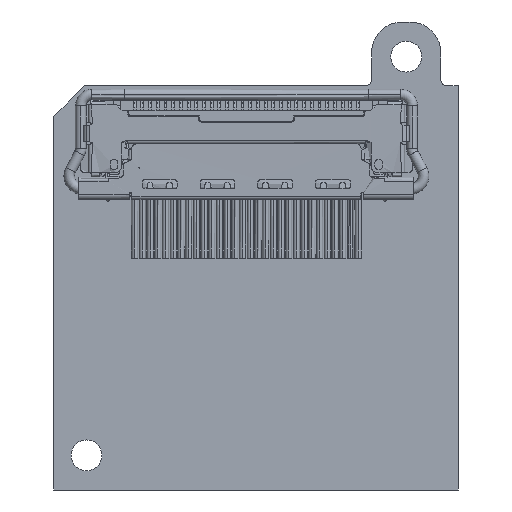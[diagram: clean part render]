
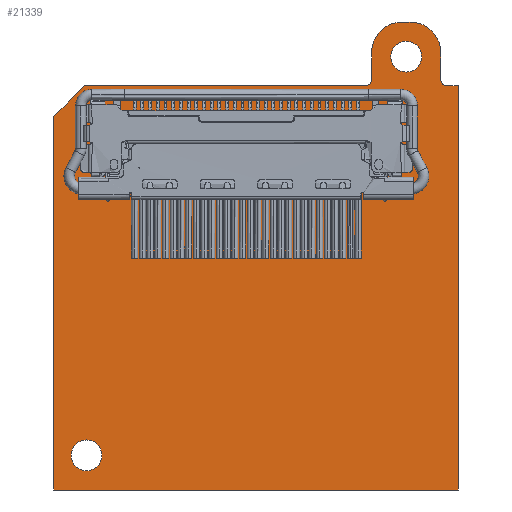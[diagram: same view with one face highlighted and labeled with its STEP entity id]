
A CAD part, front view. The second image highlights one B-rep face of the part: STEP entity #21339.
In plain terms, the highlighted planar face has unit normal (0, -1, 0).
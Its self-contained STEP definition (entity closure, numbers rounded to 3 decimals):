
#1=CARTESIAN_POINT('',(7.3,0.,11.));
#2=DIRECTION('',(0.,1.,0.));
#3=DIRECTION('',(-1.,0.,0.));
#4=AXIS2_PLACEMENT_3D('',#1,#2,#3);
#6=CARTESIAN_POINT('',(7.3,0.,11.));
#7=DIRECTION('',(0.,1.,0.));
#8=DIRECTION('',(1.,0.,0.));
#9=AXIS2_PLACEMENT_3D('',#6,#7,#8);
#11=CARTESIAN_POINT('',(-9.3,0.,-9.7));
#12=DIRECTION('',(0.,1.,0.));
#13=DIRECTION('',(-1.,0.,0.));
#14=AXIS2_PLACEMENT_3D('',#11,#12,#13);
#16=CARTESIAN_POINT('',(-9.3,0.,-9.7));
#17=DIRECTION('',(0.,1.,0.));
#18=DIRECTION('',(1.,0.,0.));
#19=AXIS2_PLACEMENT_3D('',#16,#17,#18);
#21=DIRECTION('',(0.,0.,-1.));
#22=VECTOR('',#21,1.4);
#23=CARTESIAN_POINT('',(9.1,0.,11.2));
#24=LINE('',#23,#22);
#25=DIRECTION('',(1.,0.,0.));
#26=VECTOR('',#25,0.6);
#27=CARTESIAN_POINT('',(9.4,0.,9.5));
#28=LINE('',#27,#26);
#29=DIRECTION('',(0.,0.,-1.));
#30=VECTOR('',#29,21.);
#31=CARTESIAN_POINT('',(10.,0.,9.5));
#32=LINE('',#31,#30);
#33=DIRECTION('',(-1.,0.,0.));
#34=VECTOR('',#33,21.);
#35=CARTESIAN_POINT('',(10.,0.,-11.5));
#36=LINE('',#35,#34);
#37=DIRECTION('',(0.,0.,1.));
#38=VECTOR('',#37,19.4);
#39=CARTESIAN_POINT('',(-11.,0.,-11.5));
#40=LINE('',#39,#38);
#41=DIRECTION('',(-0.707,0.,-0.707));
#42=VECTOR('',#41,2.263);
#43=CARTESIAN_POINT('',(-9.4,0.,9.5));
#44=LINE('',#43,#42);
#45=DIRECTION('',(1.,0.,0.));
#46=VECTOR('',#45,14.6);
#47=CARTESIAN_POINT('',(-9.4,0.,9.5));
#48=LINE('',#47,#46);
#49=DIRECTION('',(0.,0.,1.));
#50=VECTOR('',#49,1.4);
#51=CARTESIAN_POINT('',(5.5,0.,9.8));
#52=LINE('',#51,#50);
#53=CARTESIAN_POINT('',(7.1,0.,11.2));
#54=DIRECTION('',(0.,-1.,0.));
#55=DIRECTION('',(0.,0.,1.));
#56=AXIS2_PLACEMENT_3D('',#53,#54,#55);
#58=DIRECTION('',(1.,0.,0.));
#59=VECTOR('',#58,0.4);
#60=CARTESIAN_POINT('',(7.1,0.,12.8));
#61=LINE('',#60,#59);
#62=CARTESIAN_POINT('',(7.5,0.,11.2));
#63=DIRECTION('',(0.,-1.,0.));
#64=DIRECTION('',(1.,0.,0.));
#65=AXIS2_PLACEMENT_3D('',#62,#63,#64);
#669=CARTESIAN_POINT('',(5.2,0.,9.8));
#670=DIRECTION('',(0.,1.,0.));
#671=DIRECTION('',(1.,0.,0.));
#672=AXIS2_PLACEMENT_3D('',#669,#670,#671);
#679=CARTESIAN_POINT('',(9.4,0.,9.8));
#680=DIRECTION('',(0.,1.,0.));
#681=DIRECTION('',(0.,0.,-1.));
#682=AXIS2_PLACEMENT_3D('',#679,#680,#681);
#16866=CARTESIAN_POINT('',(10.,0.,9.5));
#16867=CARTESIAN_POINT('',(10.,0.,-11.5));
#16868=VERTEX_POINT('',#16866);
#16869=VERTEX_POINT('',#16867);
#16870=CARTESIAN_POINT('',(-11.,0.,-11.5));
#16871=VERTEX_POINT('',#16870);
#16878=CARTESIAN_POINT('',(6.5,0.,11.));
#16879=CARTESIAN_POINT('',(8.1,0.,11.));
#16880=VERTEX_POINT('',#16878);
#16881=VERTEX_POINT('',#16879);
#16886=CARTESIAN_POINT('',(-10.1,0.,-9.7));
#16887=CARTESIAN_POINT('',(-8.5,0.,-9.7));
#16888=VERTEX_POINT('',#16886);
#16889=VERTEX_POINT('',#16887);
#16894=CARTESIAN_POINT('',(-9.4,0.,9.5));
#16895=CARTESIAN_POINT('',(-11.,0.,7.9));
#16896=VERTEX_POINT('',#16894);
#16897=VERTEX_POINT('',#16895);
#16902=CARTESIAN_POINT('',(7.1,0.,12.8));
#16903=CARTESIAN_POINT('',(5.5,0.,11.2));
#16904=VERTEX_POINT('',#16902);
#16905=VERTEX_POINT('',#16903);
#16910=CARTESIAN_POINT('',(7.5,0.,12.8));
#16911=VERTEX_POINT('',#16910);
#16914=CARTESIAN_POINT('',(9.1,0.,11.2));
#16915=VERTEX_POINT('',#16914);
#16918=CARTESIAN_POINT('',(5.5,0.,9.8));
#16920=VERTEX_POINT('',#16918);
#16922=CARTESIAN_POINT('',(5.2,0.,9.5));
#16924=VERTEX_POINT('',#16922);
#16926=CARTESIAN_POINT('',(9.4,0.,9.5));
#16928=VERTEX_POINT('',#16926);
#16930=CARTESIAN_POINT('',(9.1,0.,9.8));
#16932=VERTEX_POINT('',#16930);
#21294=CARTESIAN_POINT('',(0.,0.,0.));
#21295=DIRECTION('',(0.,1.,0.));
#21296=DIRECTION('',(-1.,0.,0.));
#21297=AXIS2_PLACEMENT_3D('',#21294,#21295,#21296);
#21298=PLANE('',#21297);
#21300=ORIENTED_EDGE('',*,*,#21299,.T.);
#21302=ORIENTED_EDGE('',*,*,#21301,.F.);
#21304=ORIENTED_EDGE('',*,*,#21303,.T.);
#21306=ORIENTED_EDGE('',*,*,#21305,.T.);
#21308=ORIENTED_EDGE('',*,*,#21307,.T.);
#21310=ORIENTED_EDGE('',*,*,#21309,.T.);
#21312=ORIENTED_EDGE('',*,*,#21311,.F.);
#21314=ORIENTED_EDGE('',*,*,#21313,.T.);
#21316=ORIENTED_EDGE('',*,*,#21315,.F.);
#21318=ORIENTED_EDGE('',*,*,#21317,.T.);
#21320=ORIENTED_EDGE('',*,*,#21319,.F.);
#21322=ORIENTED_EDGE('',*,*,#21321,.T.);
#21324=ORIENTED_EDGE('',*,*,#21323,.F.);
#21325=EDGE_LOOP('',(#21300,#21302,#21304,#21306,#21308,#21310,#21312,#21314,
#21316,#21318,#21320,#21322,#21324));
#21326=FACE_OUTER_BOUND('',#21325,.F.);
#21328=ORIENTED_EDGE('',*,*,#21327,.F.);
#21330=ORIENTED_EDGE('',*,*,#21329,.F.);
#21331=EDGE_LOOP('',(#21328,#21330));
#21332=FACE_BOUND('',#21331,.F.);
#21334=ORIENTED_EDGE('',*,*,#21333,.F.);
#21336=ORIENTED_EDGE('',*,*,#21335,.F.);
#21337=EDGE_LOOP('',(#21334,#21336));
#21338=FACE_BOUND('',#21337,.F.);
#21339=ADVANCED_FACE('',(#21326,#21332,#21338),#21298,.F.);
#5=CIRCLE('',#4,0.8);
#10=CIRCLE('',#9,0.8);
#15=CIRCLE('',#14,0.8);
#20=CIRCLE('',#19,0.8);
#57=CIRCLE('',#56,1.6);
#66=CIRCLE('',#65,1.6);
#673=CIRCLE('',#672,0.3);
#683=CIRCLE('',#682,0.3);
#21299=EDGE_CURVE('',#16915,#16932,#24,.T.);
#21301=EDGE_CURVE('',#16928,#16932,#683,.T.);
#21303=EDGE_CURVE('',#16928,#16868,#28,.T.);
#21305=EDGE_CURVE('',#16868,#16869,#32,.T.);
#21307=EDGE_CURVE('',#16869,#16871,#36,.T.);
#21309=EDGE_CURVE('',#16871,#16897,#40,.T.);
#21311=EDGE_CURVE('',#16896,#16897,#44,.T.);
#21313=EDGE_CURVE('',#16896,#16924,#48,.T.);
#21315=EDGE_CURVE('',#16920,#16924,#673,.T.);
#21317=EDGE_CURVE('',#16920,#16905,#52,.T.);
#21319=EDGE_CURVE('',#16904,#16905,#57,.T.);
#21321=EDGE_CURVE('',#16904,#16911,#61,.T.);
#21323=EDGE_CURVE('',#16915,#16911,#66,.T.);
#21327=EDGE_CURVE('',#16888,#16889,#15,.T.);
#21329=EDGE_CURVE('',#16889,#16888,#20,.T.);
#21333=EDGE_CURVE('',#16880,#16881,#5,.T.);
#21335=EDGE_CURVE('',#16881,#16880,#10,.T.);
